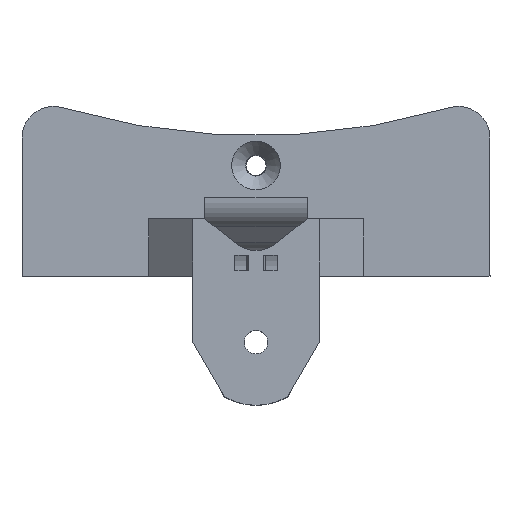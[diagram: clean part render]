
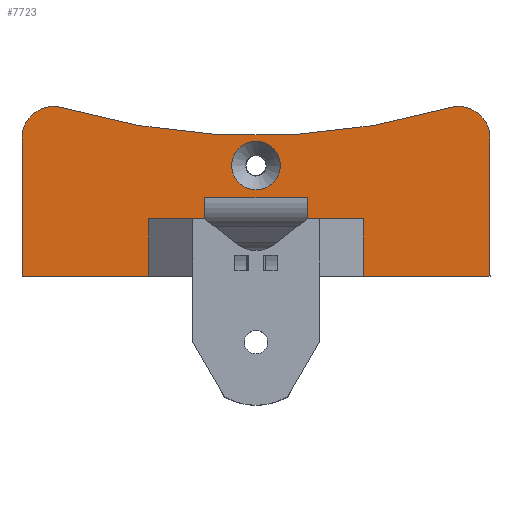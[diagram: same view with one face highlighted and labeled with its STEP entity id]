
A CAD part, top view. The second image highlights one B-rep face of the part: STEP entity #7723.
In plain terms, the highlighted planar face has unit normal (0, 0, 1).
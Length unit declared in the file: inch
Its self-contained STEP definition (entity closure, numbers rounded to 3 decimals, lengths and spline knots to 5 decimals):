
#162=FACE_BOUND('',#808,.T.);
#183=PLANE('',#8187);
#236=CIRCLE('',#8188,0.25);
#237=CIRCLE('',#8189,5.41339);
#238=CIRCLE('',#8190,0.25);
#239=CIRCLE('',#8191,0.1925);
#372=FACE_OUTER_BOUND('',#807,.T.);
#807=EDGE_LOOP('',(#5161,#5162,#5163,#5164,#5165,#5166,#5167,#5168,#5169,
#5170));
#808=EDGE_LOOP('',(#5171));
#2287=LINE('',#12635,#2499);
#2295=LINE('',#12658,#2507);
#2296=LINE('',#12661,#2508);
#2297=LINE('',#12663,#2509);
#2298=LINE('',#12665,#2510);
#2299=LINE('',#12673,#2511);
#2300=LINE('',#12674,#2512);
#2499=VECTOR('',#8721,0.3937);
#2507=VECTOR('',#8743,0.3937);
#2508=VECTOR('',#8746,0.3937);
#2509=VECTOR('',#8747,0.3937);
#2510=VECTOR('',#8748,0.3937);
#2511=VECTOR('',#8755,0.3937);
#2512=VECTOR('',#8756,0.3937);
#2827=VERTEX_POINT('',#12633);
#2828=VERTEX_POINT('',#12634);
#2836=VERTEX_POINT('',#12656);
#2837=VERTEX_POINT('',#12660);
#2838=VERTEX_POINT('',#12662);
#2839=VERTEX_POINT('',#12664);
#2840=VERTEX_POINT('',#12666);
#2841=VERTEX_POINT('',#12668);
#2842=VERTEX_POINT('',#12670);
#2843=VERTEX_POINT('',#12672);
#2844=VERTEX_POINT('',#12675);
#3768=EDGE_CURVE('',#2827,#2828,#2287,.T.);
#3780=EDGE_CURVE('',#2836,#2828,#2295,.T.);
#3781=EDGE_CURVE('',#2836,#2837,#2296,.T.);
#3782=EDGE_CURVE('',#2837,#2838,#2297,.T.);
#3783=EDGE_CURVE('',#2839,#2838,#2298,.T.);
#3784=EDGE_CURVE('',#2840,#2839,#236,.T.);
#3785=EDGE_CURVE('',#2841,#2840,#237,.T.);
#3786=EDGE_CURVE('',#2842,#2841,#238,.T.);
#3787=EDGE_CURVE('',#2843,#2842,#2299,.F.);
#3788=EDGE_CURVE('',#2843,#2827,#2300,.T.);
#3789=EDGE_CURVE('',#2844,#2844,#239,.T.);
#5161=ORIENTED_EDGE('',*,*,#3781,.T.);
#5162=ORIENTED_EDGE('',*,*,#3782,.T.);
#5163=ORIENTED_EDGE('',*,*,#3783,.F.);
#5164=ORIENTED_EDGE('',*,*,#3784,.F.);
#5165=ORIENTED_EDGE('',*,*,#3785,.F.);
#5166=ORIENTED_EDGE('',*,*,#3786,.F.);
#5167=ORIENTED_EDGE('',*,*,#3787,.F.);
#5168=ORIENTED_EDGE('',*,*,#3788,.T.);
#5169=ORIENTED_EDGE('',*,*,#3768,.T.);
#5170=ORIENTED_EDGE('',*,*,#3780,.F.);
#5171=ORIENTED_EDGE('',*,*,#3789,.T.);
#7723=ADVANCED_FACE('',(#372,#162),#183,.T.);
#8187=AXIS2_PLACEMENT_3D('',#12659,#8744,#8745);
#8188=AXIS2_PLACEMENT_3D('',#12667,#8749,#8750);
#8189=AXIS2_PLACEMENT_3D('',#12669,#8751,#8752);
#8190=AXIS2_PLACEMENT_3D('',#12671,#8753,#8754);
#8191=AXIS2_PLACEMENT_3D('',#12676,#8757,#8758);
#8721=DIRECTION('',(0.,1.,0.));
#8743=DIRECTION('',(-1.,0.,0.));
#8744=DIRECTION('center_axis',(0.,0.,1.));
#8745=DIRECTION('ref_axis',(1.,0.,0.));
#8746=DIRECTION('',(0.,-1.,0.));
#8747=DIRECTION('',(1.,0.,0.));
#8748=DIRECTION('',(0.,-1.,0.));
#8749=DIRECTION('center_axis',(0.,0.,-1.));
#8750=DIRECTION('ref_axis',(1.,0.,0.));
#8751=DIRECTION('center_axis',(0.,0.,1.));
#8752=DIRECTION('ref_axis',(-0.283,-0.959,0.));
#8753=DIRECTION('center_axis',(0.,0.,-1.));
#8754=DIRECTION('ref_axis',(0.283,0.959,0.));
#8755=DIRECTION('',(0.,-1.,0.));
#8756=DIRECTION('',(1.,0.,0.));
#8757=DIRECTION('center_axis',(0.,0.,-1.));
#8758=DIRECTION('ref_axis',(1.,0.,0.));
#12633=CARTESIAN_POINT('',(-0.40551,-6.52551,0.32579));
#12634=CARTESIAN_POINT('',(-0.40551,-5.90647,0.32579));
#12635=CARTESIAN_POINT('',(-0.40551,-6.44548,0.32579));
#12656=CARTESIAN_POINT('',(0.40551,-5.90647,0.32579));
#12658=CARTESIAN_POINT('',(0.,-5.90647,0.32579));
#12659=CARTESIAN_POINT('Origin',(0.,-6.02551,
0.32579));
#12660=CARTESIAN_POINT('',(0.40551,-6.52551,0.32579));
#12661=CARTESIAN_POINT('',(0.40551,-6.2191,0.32579));
#12662=CARTESIAN_POINT('',(1.85308,-6.52551,0.32579));
#12663=CARTESIAN_POINT('',(-0.92654,-6.52551,0.32579));
#12664=CARTESIAN_POINT('',(1.85308,-5.43177,0.32579));
#12665=CARTESIAN_POINT('',(1.85308,-5.69958,0.32579));
#12666=CARTESIAN_POINT('',(1.53231,-5.19199,0.32579));
#12667=CARTESIAN_POINT('Origin',(1.60308,-5.43177,0.32579));
#12668=CARTESIAN_POINT('',(-1.53231,-5.19199,0.32579));
#12669=CARTESIAN_POINT('Origin',(0.,0.,0.32579));
#12670=CARTESIAN_POINT('',(-1.85308,-5.43177,0.32579));
#12671=CARTESIAN_POINT('Origin',(-1.60308,-5.43177,0.32579));
#12672=CARTESIAN_POINT('',(-1.85308,-6.52551,0.32579));
#12673=CARTESIAN_POINT('',(-1.85308,-5.90051,0.32579));
#12674=CARTESIAN_POINT('',(-0.92654,-6.52551,0.32579));
#12675=CARTESIAN_POINT('',(-0.1925,-5.64961,0.32579));
#12676=CARTESIAN_POINT('Origin',(0.,-5.64961,
0.32579));
